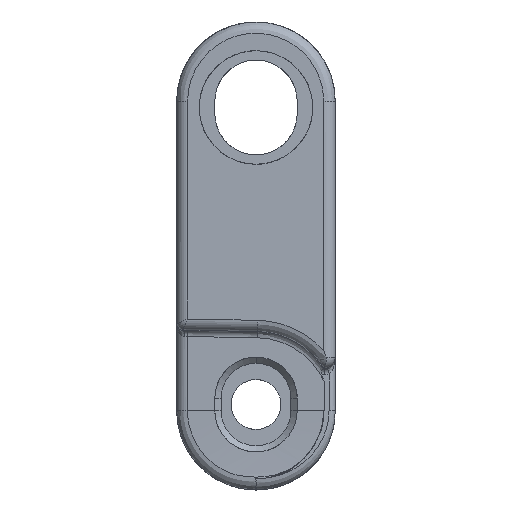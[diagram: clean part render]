
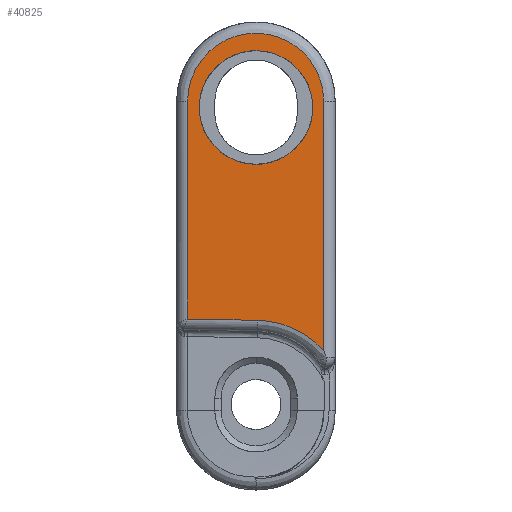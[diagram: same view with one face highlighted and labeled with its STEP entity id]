
A CAD part, left-side view. The second image highlights one B-rep face of the part: STEP entity #40825.
In plain terms, the highlighted planar face has unit normal (-0.999, 0.035, 0).
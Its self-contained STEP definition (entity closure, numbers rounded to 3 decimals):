
#961 = CARTESIAN_POINT ( 'NONE',  ( -95.211, -6.35, 16.45 ) ) ;
#2329 = CARTESIAN_POINT ( 'NONE',  ( -95.287, -8.508, -5.187 ) ) ;
#2911 = CARTESIAN_POINT ( 'NONE',  ( -94.893, 2.75, 16.45 ) ) ;
#3089 = VERTEX_POINT ( 'NONE', #961 ) ;
#3292 = CARTESIAN_POINT ( 'NONE',  ( -95.02, -0.869, 12.4 ) ) ;
#3299 = VECTOR ( 'NONE', #10207, 1000. ) ;
#3714 = CARTESIAN_POINT ( 'NONE',  ( -95.4, -11.769, 23.3 ) ) ;
#4465 =( BOUNDED_CURVE ( )  B_SPLINE_CURVE ( 3, ( #17667, #46982, #13183, #32802 ),
 .UNSPECIFIED., .F., .F. ) 
 B_SPLINE_CURVE_WITH_KNOTS ( ( 4, 4 ),
 ( 1.571, 4.712 ),
 .UNSPECIFIED. ) 
 CURVE ( )  GEOMETRIC_REPRESENTATION_ITEM ( )  RATIONAL_B_SPLINE_CURVE ( ( 1., 0.333, 0.333, 1. ) ) 
 REPRESENTATION_ITEM ( '' )  );
#4689 = CARTESIAN_POINT ( 'NONE',  ( -95.4, -11.769, 18.8 ) ) ;
#6331 = CARTESIAN_POINT ( 'NONE',  ( -95.4, -11.769, -7.568 ) ) ;
#6445 = ORIENTED_EDGE ( 'NONE', *, *, #52135, .T. ) ;
#6588 = CARTESIAN_POINT ( 'NONE',  ( -95.429, -12.591, -5.258 ) ) ;
#7407 = VERTEX_POINT ( 'NONE', #53644 ) ;
#7501 = AXIS2_PLACEMENT_3D ( 'NONE', #48195, #33386, #58134 ) ;
#8926 = VERTEX_POINT ( 'NONE', #42327 ) ;
#10207 = DIRECTION ( 'NONE',  ( 0., 0., -1. ) ) ;
#10583 = EDGE_LOOP ( 'NONE', ( #6445, #45005 ) ) ;
#11963 = LINE ( 'NONE', #17398, #32175 ) ;
#13183 = CARTESIAN_POINT ( 'NONE',  ( -95.529, -15.45, 7.35 ) ) ;
#13514 = ORIENTED_EDGE ( 'NONE', *, *, #41402, .T. ) ;
#13772 = FACE_OUTER_BOUND ( 'NONE', #21598, .T. ) ;
#16862 = CARTESIAN_POINT ( 'NONE',  ( -95.352, -10.385, -6.04 ) ) ;
#17398 = CARTESIAN_POINT ( 'NONE',  ( -95.02, -0.869, 18.8 ) ) ;
#17667 = CARTESIAN_POINT ( 'NONE',  ( -95.211, -6.35, 16.45 ) ) ;
#18879 = PLANE ( 'NONE',  #7501 ) ;
#19233 = CARTESIAN_POINT ( 'NONE',  ( -95.211, -6.35, 7.35 ) ) ;
#20743 = DIRECTION ( 'NONE',  ( 0.035, 0.999, 0.017 ) ) ;
#21598 = EDGE_LOOP ( 'NONE', ( #13514, #39945, #28096, #49696, #32132 ) ) ;
#22591 = CARTESIAN_POINT ( 'NONE',  ( -95.211, -6.35, 16.45 ) ) ;
#24735 = VERTEX_POINT ( 'NONE', #3292 ) ;
#26397 = EDGE_CURVE ( 'NONE', #3089, #8926, #4465, .T. ) ;
#28096 = ORIENTED_EDGE ( 'NONE', *, *, #32807, .F. ) ;
#28235 = CARTESIAN_POINT ( 'NONE',  ( -95.02, -0.869, 12.4 ) ) ;
#29516 = LINE ( 'NONE', #4689, #3299 ) ;
#31967 =( BOUNDED_CURVE ( )  B_SPLINE_CURVE ( 3, ( #28235, #57795, #3714, #52974 ),
 .UNSPECIFIED., .F., .F. ) 
 B_SPLINE_CURVE_WITH_KNOTS ( ( 4, 4 ),
 ( 0., 3.142 ),
 .UNSPECIFIED. ) 
 CURVE ( )  GEOMETRIC_REPRESENTATION_ITEM ( )  RATIONAL_B_SPLINE_CURVE ( ( 1., 0.333, 0.333, 1. ) ) 
 REPRESENTATION_ITEM ( '' )  );
#32132 = ORIENTED_EDGE ( 'NONE', *, *, #61642, .F. ) ;
#32175 = VECTOR ( 'NONE', #51210, 1000. ) ;
#32756 = VERTEX_POINT ( 'NONE', #50982 ) ;
#32802 = CARTESIAN_POINT ( 'NONE',  ( -95.211, -6.35, 7.35 ) ) ;
#32807 = EDGE_CURVE ( 'NONE', #51326, #7407, #56145, .T. ) ;
#33386 = DIRECTION ( 'NONE',  ( -0.999, 0.035, 0. ) ) ;
#34245 = VERTEX_POINT ( 'NONE', #35247 ) ;
#35247 = CARTESIAN_POINT ( 'NONE',  ( -95.02, -0.869, -5.054 ) ) ;
#36530 = CARTESIAN_POINT ( 'NONE',  ( -95.215, -6.447, -5.151 ) ) ;
#38737 =( BOUNDED_CURVE ( )  B_SPLINE_CURVE ( 3, ( #19233, #58482, #2911, #22591 ),
 .UNSPECIFIED., .F., .F. ) 
 B_SPLINE_CURVE_WITH_KNOTS ( ( 4, 4 ),
 ( 4.712, 7.854 ),
 .UNSPECIFIED. ) 
 CURVE ( )  GEOMETRIC_REPRESENTATION_ITEM ( )  RATIONAL_B_SPLINE_CURVE ( ( 1., 0.333, 0.333, 1. ) ) 
 REPRESENTATION_ITEM ( '' )  );
#39945 = ORIENTED_EDGE ( 'NONE', *, *, #46115, .F. ) ;
#40825 = ADVANCED_FACE ( 'NONE', ( #13772, #49137 ), #18879, .T. ) ;
#41402 = EDGE_CURVE ( 'NONE', #24735, #34245, #11963, .T. ) ;
#42327 = CARTESIAN_POINT ( 'NONE',  ( -95.211, -6.35, 7.35 ) ) ;
#45005 = ORIENTED_EDGE ( 'NONE', *, *, #26397, .T. ) ;
#46115 = EDGE_CURVE ( 'NONE', #7407, #34245, #60661, .T. ) ;
#46982 = CARTESIAN_POINT ( 'NONE',  ( -95.529, -15.45, 16.45 ) ) ;
#48195 = CARTESIAN_POINT ( 'NONE',  ( -95.433, -12.7, 1. ) ) ;
#49137 = FACE_BOUND ( 'NONE', #10583, .T. ) ;
#49696 = ORIENTED_EDGE ( 'NONE', *, *, #53924, .F. ) ;
#50982 = CARTESIAN_POINT ( 'NONE',  ( -95.4, -11.769, 12.4 ) ) ;
#51210 = DIRECTION ( 'NONE',  ( 0., 0., -1. ) ) ;
#51326 = VERTEX_POINT ( 'NONE', #6331 ) ;
#52135 = EDGE_CURVE ( 'NONE', #8926, #3089, #38737, .T. ) ;
#52974 = CARTESIAN_POINT ( 'NONE',  ( -95.4, -11.769, 12.4 ) ) ;
#53644 = CARTESIAN_POINT ( 'NONE',  ( -95.215, -6.447, -5.151 ) ) ;
#53924 = EDGE_CURVE ( 'NONE', #32756, #51326, #29516, .T. ) ;
#56145 =( BOUNDED_CURVE ( )  B_SPLINE_CURVE ( 3, ( #60951, #16862, #2329, #36530 ),
 .UNSPECIFIED., .F., .F. ) 
 B_SPLINE_CURVE_WITH_KNOTS ( ( 4, 4 ),
 ( 3.877, 4.695 ),
 .UNSPECIFIED. ) 
 CURVE ( )  GEOMETRIC_REPRESENTATION_ITEM ( )  RATIONAL_B_SPLINE_CURVE ( ( 1., 0.945, 0.945, 1. ) ) 
 REPRESENTATION_ITEM ( '' )  );
#57795 = CARTESIAN_POINT ( 'NONE',  ( -95.02, -0.869, 23.3 ) ) ;
#58134 = DIRECTION ( 'NONE',  ( -0.035, -0.999, 0. ) ) ;
#58482 = CARTESIAN_POINT ( 'NONE',  ( -94.893, 2.75, 7.35 ) ) ;
#60537 = VECTOR ( 'NONE', #20743, 1000. ) ;
#60661 = LINE ( 'NONE', #6588, #60537 ) ;
#60951 = CARTESIAN_POINT ( 'NONE',  ( -95.4, -11.769, -7.568 ) ) ;
#61642 = EDGE_CURVE ( 'NONE', #24735, #32756, #31967, .T. ) ;
